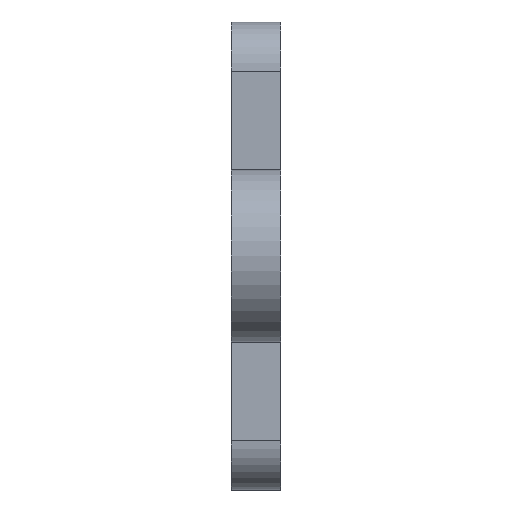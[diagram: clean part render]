
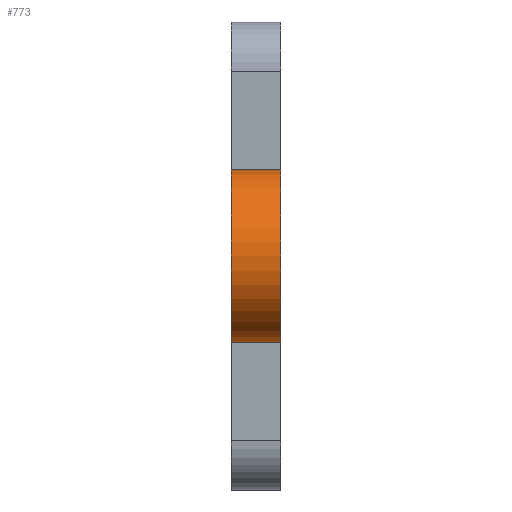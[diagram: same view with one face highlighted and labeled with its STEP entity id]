
A CAD part, left-side view. The second image highlights one B-rep face of the part: STEP entity #773.
In plain terms, the highlighted cylindrical face has radius 3.5 mm (diameter 7 mm), a partial arc.
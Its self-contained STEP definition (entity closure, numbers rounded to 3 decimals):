
#4 = EDGE_CURVE ( 'NONE', #288, #521, #458, .T. ) ;
#39 = ORIENTED_EDGE ( 'NONE', *, *, #4, .F. ) ;
#64 = CARTESIAN_POINT ( 'NONE',  ( 0., 2., 0. ) ) ;
#67 = ORIENTED_EDGE ( 'NONE', *, *, #461, .T. ) ;
#84 = LINE ( 'NONE', #519, #599 ) ;
#89 = AXIS2_PLACEMENT_3D ( 'NONE', #551, #118, #423 ) ;
#118 = DIRECTION ( 'NONE',  ( 0., 1., 0. ) ) ;
#121 = DIRECTION ( 'NONE',  ( 0., 1., 0. ) ) ;
#123 = EDGE_CURVE ( 'NONE', #257, #288, #438, .T. ) ;
#174 = EDGE_CURVE ( 'NONE', #285, #521, #346, .T. ) ;
#185 = AXIS2_PLACEMENT_3D ( 'NONE', #64, #615, #503 ) ;
#195 = ORIENTED_EDGE ( 'NONE', *, *, #174, .T. ) ;
#222 = CARTESIAN_POINT ( 'NONE',  ( 0., 2., 3.5 ) ) ;
#231 = AXIS2_PLACEMENT_3D ( 'NONE', #351, #121, #367 ) ;
#246 = VECTOR ( 'NONE', #274, 1000. ) ;
#257 = VERTEX_POINT ( 'NONE', #482 ) ;
#261 = CYLINDRICAL_SURFACE ( 'NONE', #185, 3.5 ) ;
#264 = EDGE_LOOP ( 'NONE', ( #195, #39, #502, #67 ) ) ;
#274 = DIRECTION ( 'NONE',  ( 0., -1., 0. ) ) ;
#285 = VERTEX_POINT ( 'NONE', #687 ) ;
#288 = VERTEX_POINT ( 'NONE', #673 ) ;
#346 = CIRCLE ( 'NONE', #231, 3.5 ) ;
#351 = CARTESIAN_POINT ( 'NONE',  ( 0., 0., 0. ) ) ;
#367 = DIRECTION ( 'NONE',  ( 0., 0., 1. ) ) ;
#423 = DIRECTION ( 'NONE',  ( 0., 0., 1. ) ) ;
#438 = CIRCLE ( 'NONE', #89, 3.5 ) ;
#458 = LINE ( 'NONE', #222, #246 ) ;
#461 = EDGE_CURVE ( 'NONE', #257, #285, #84, .T. ) ;
#482 = CARTESIAN_POINT ( 'NONE',  ( 0., 2., -3.5 ) ) ;
#502 = ORIENTED_EDGE ( 'NONE', *, *, #123, .F. ) ;
#503 = DIRECTION ( 'NONE',  ( 0., 0., -1. ) ) ;
#519 = CARTESIAN_POINT ( 'NONE',  ( 0., 2., -3.5 ) ) ;
#521 = VERTEX_POINT ( 'NONE', #700 ) ;
#531 = DIRECTION ( 'NONE',  ( 0., -1., 0. ) ) ;
#551 = CARTESIAN_POINT ( 'NONE',  ( 0., 2., 0. ) ) ;
#599 = VECTOR ( 'NONE', #531, 1000. ) ;
#615 = DIRECTION ( 'NONE',  ( 0., -1., 0. ) ) ;
#673 = CARTESIAN_POINT ( 'NONE',  ( 0., 2., 3.5 ) ) ;
#687 = CARTESIAN_POINT ( 'NONE',  ( 0., 0., -3.5 ) ) ;
#700 = CARTESIAN_POINT ( 'NONE',  ( 0., 0., 3.5 ) ) ;
#726 = FACE_OUTER_BOUND ( 'NONE', #264, .T. ) ;
#773 = ADVANCED_FACE ( 'NONE', ( #726 ), #261, .T. ) ;
